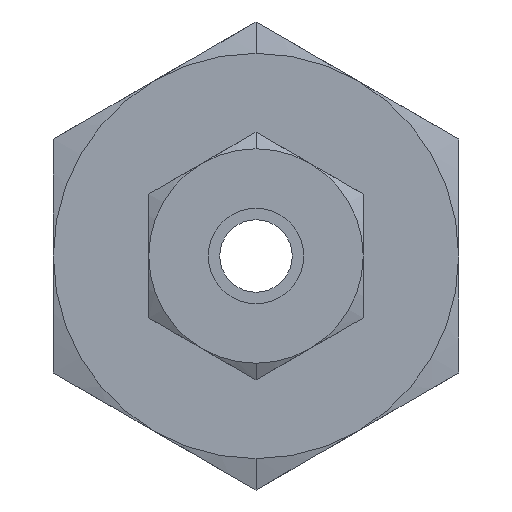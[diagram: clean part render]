
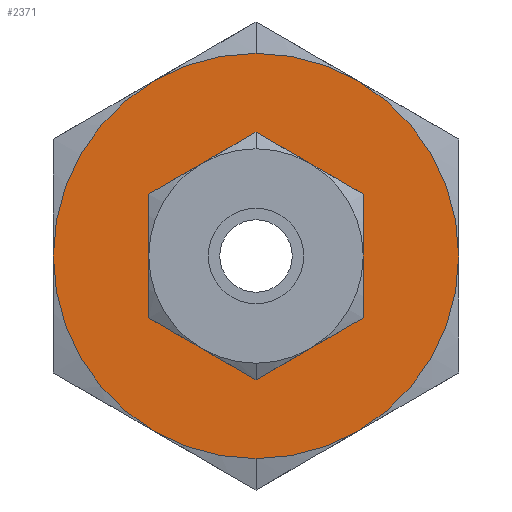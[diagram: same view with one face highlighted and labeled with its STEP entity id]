
A CAD part, left-side view. The second image highlights one B-rep face of the part: STEP entity #2371.
In plain terms, the highlighted planar face has unit normal (-1, 0, 0).
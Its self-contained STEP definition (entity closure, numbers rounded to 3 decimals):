
#8 = AXIS2_PLACEMENT_3D ( 'NONE', #535, #2006, #8461 ) ;
#156 = VERTEX_POINT ( 'NONE', #1713 ) ;
#327 = ORIENTED_EDGE ( 'NONE', *, *, #5087, .T. ) ;
#535 = CARTESIAN_POINT ( 'NONE',  ( 17.78, 0., 0. ) ) ;
#624 = CIRCLE ( 'NONE', #5761, 13.49 ) ;
#644 = ORIENTED_EDGE ( 'NONE', *, *, #7550, .T. ) ;
#817 = ORIENTED_EDGE ( 'NONE', *, *, #6018, .T. ) ;
#861 = VERTEX_POINT ( 'NONE', #2624 ) ;
#905 = VERTEX_POINT ( 'NONE', #6260 ) ;
#1101 = CARTESIAN_POINT ( 'NONE',  ( 17.78, 0., 0. ) ) ;
#1166 = CARTESIAN_POINT ( 'NONE',  ( 17.78, 0., 0. ) ) ;
#1214 = ORIENTED_EDGE ( 'NONE', *, *, #4549, .T. ) ;
#1235 = VERTEX_POINT ( 'NONE', #2792 ) ;
#1292 = DIRECTION ( 'NONE',  ( -1., 0., 0. ) ) ;
#1430 = VERTEX_POINT ( 'NONE', #6880 ) ;
#1713 = CARTESIAN_POINT ( 'NONE',  ( 17.78, 0., -13.49 ) ) ;
#1722 = AXIS2_PLACEMENT_3D ( 'NONE', #2300, #5221, #6092 ) ;
#1753 = AXIS2_PLACEMENT_3D ( 'NONE', #3255, #5323, #6143 ) ;
#1816 = CARTESIAN_POINT ( 'NONE',  ( 17.78, 0., 0. ) ) ;
#1834 = VERTEX_POINT ( 'NONE', #6571 ) ;
#2006 = DIRECTION ( 'NONE',  ( -1., 0., 0. ) ) ;
#2135 = AXIS2_PLACEMENT_3D ( 'NONE', #3793, #6690, #3086 ) ;
#2300 = CARTESIAN_POINT ( 'NONE',  ( 17.78, 0., 0. ) ) ;
#2367 = CARTESIAN_POINT ( 'NONE',  ( 17.78, -6.745, 11.683 ) ) ;
#2371 = ADVANCED_FACE ( 'NONE', ( #6165, #3316 ), #3273, .F. ) ;
#2491 = ORIENTED_EDGE ( 'NONE', *, *, #9120, .T. ) ;
#2565 = CARTESIAN_POINT ( 'NONE',  ( 17.78, 0., 0. ) ) ;
#2576 = DIRECTION ( 'NONE',  ( 0., -0.5, -0.866 ) ) ;
#2624 = CARTESIAN_POINT ( 'NONE',  ( 17.78, -13.49, 0. ) ) ;
#2792 = CARTESIAN_POINT ( 'NONE',  ( 17.78, 6.745, 11.683 ) ) ;
#2853 = AXIS2_PLACEMENT_3D ( 'NONE', #1816, #6271, #2576 ) ;
#2860 = DIRECTION ( 'NONE',  ( 0., 0.5, -0.866 ) ) ;
#2954 = EDGE_LOOP ( 'NONE', ( #327, #1214 ) ) ;
#3006 = DIRECTION ( 'NONE',  ( 1., 0., 0. ) ) ;
#3086 = DIRECTION ( 'NONE',  ( 0., 0.5, 0.866 ) ) ;
#3183 = CIRCLE ( 'NONE', #2135, 13.49 ) ;
#3255 = CARTESIAN_POINT ( 'NONE',  ( 17.78, 0., 0. ) ) ;
#3273 = PLANE ( 'NONE',  #4913 ) ;
#3292 = EDGE_CURVE ( 'NONE', #1834, #5542, #3696, .T. ) ;
#3316 = FACE_OUTER_BOUND ( 'NONE', #5154, .T. ) ;
#3334 = CIRCLE ( 'NONE', #8, 13.49 ) ;
#3447 = ORIENTED_EDGE ( 'NONE', *, *, #5120, .T. ) ;
#3545 = CARTESIAN_POINT ( 'NONE',  ( 17.78, 0., 0. ) ) ;
#3562 = DIRECTION ( 'NONE',  ( -1., 0., 0. ) ) ;
#3696 = CIRCLE ( 'NONE', #1753, 13.49 ) ;
#3778 = CIRCLE ( 'NONE', #6523, 4.801 ) ;
#3793 = CARTESIAN_POINT ( 'NONE',  ( 17.78, 0., 0. ) ) ;
#3985 = DIRECTION ( 'NONE',  ( 0., 0., -1. ) ) ;
#4169 = DIRECTION ( 'NONE',  ( 0., 0., -1. ) ) ;
#4549 = EDGE_CURVE ( 'NONE', #9358, #5520, #3778, .T. ) ;
#4553 = DIRECTION ( 'NONE',  ( 0., 0., 1. ) ) ;
#4756 = DIRECTION ( 'NONE',  ( -1., 0., 0. ) ) ;
#4882 = CARTESIAN_POINT ( 'NONE',  ( 17.78, 0., 0. ) ) ;
#4887 = AXIS2_PLACEMENT_3D ( 'NONE', #8565, #3562, #2860 ) ;
#4913 = AXIS2_PLACEMENT_3D ( 'NONE', #2565, #7648, #9034 ) ;
#5025 = EDGE_CURVE ( 'NONE', #1235, #1834, #3183, .T. ) ;
#5087 = EDGE_CURVE ( 'NONE', #5520, #9358, #7433, .T. ) ;
#5120 = EDGE_CURVE ( 'NONE', #1430, #1235, #3334, .T. ) ;
#5154 = EDGE_LOOP ( 'NONE', ( #817, #3447, #8680, #5778, #6813, #2491, #6934, #644 ) ) ;
#5221 = DIRECTION ( 'NONE',  ( -1., 0., 0. ) ) ;
#5323 = DIRECTION ( 'NONE',  ( -1., 0., 0. ) ) ;
#5479 = VERTEX_POINT ( 'NONE', #2367 ) ;
#5520 = VERTEX_POINT ( 'NONE', #6255 ) ;
#5542 = VERTEX_POINT ( 'NONE', #5582 ) ;
#5582 = CARTESIAN_POINT ( 'NONE',  ( 17.78, 6.745, -11.683 ) ) ;
#5761 = AXIS2_PLACEMENT_3D ( 'NONE', #4882, #1292, #4169 ) ;
#5778 = ORIENTED_EDGE ( 'NONE', *, *, #3292, .T. ) ;
#5799 = CIRCLE ( 'NONE', #1722, 13.49 ) ;
#6016 = CIRCLE ( 'NONE', #2853, 13.49 ) ;
#6018 = EDGE_CURVE ( 'NONE', #5479, #1430, #5799, .T. ) ;
#6092 = DIRECTION ( 'NONE',  ( 0., -0.5, 0.866 ) ) ;
#6143 = DIRECTION ( 'NONE',  ( 0., 1., 0. ) ) ;
#6144 = EDGE_CURVE ( 'NONE', #5542, #156, #6711, .T. ) ;
#6165 = FACE_BOUND ( 'NONE', #2954, .T. ) ;
#6255 = CARTESIAN_POINT ( 'NONE',  ( 17.78, 0., -4.801 ) ) ;
#6260 = CARTESIAN_POINT ( 'NONE',  ( 17.78, -6.745, -11.683 ) ) ;
#6271 = DIRECTION ( 'NONE',  ( -1., 0., 0. ) ) ;
#6523 = AXIS2_PLACEMENT_3D ( 'NONE', #3545, #3006, #4553 ) ;
#6571 = CARTESIAN_POINT ( 'NONE',  ( 17.78, 13.49, 0. ) ) ;
#6690 = DIRECTION ( 'NONE',  ( -1., 0., 0. ) ) ;
#6711 = CIRCLE ( 'NONE', #4887, 13.49 ) ;
#6813 = ORIENTED_EDGE ( 'NONE', *, *, #6144, .T. ) ;
#6860 = DIRECTION ( 'NONE',  ( 0., -1., 0. ) ) ;
#6880 = CARTESIAN_POINT ( 'NONE',  ( 17.78, 0., 13.49 ) ) ;
#6934 = ORIENTED_EDGE ( 'NONE', *, *, #7341, .T. ) ;
#7233 = CIRCLE ( 'NONE', #8454, 13.49 ) ;
#7341 = EDGE_CURVE ( 'NONE', #905, #861, #6016, .T. ) ;
#7433 = CIRCLE ( 'NONE', #8665, 4.801 ) ;
#7550 = EDGE_CURVE ( 'NONE', #861, #5479, #7233, .T. ) ;
#7648 = DIRECTION ( 'NONE',  ( 1., 0., 0. ) ) ;
#7742 = CARTESIAN_POINT ( 'NONE',  ( 17.78, 0., 4.801 ) ) ;
#8175 = DIRECTION ( 'NONE',  ( 1., 0., 0. ) ) ;
#8454 = AXIS2_PLACEMENT_3D ( 'NONE', #1166, #4756, #6860 ) ;
#8461 = DIRECTION ( 'NONE',  ( 0., 0., 1. ) ) ;
#8565 = CARTESIAN_POINT ( 'NONE',  ( 17.78, 0., 0. ) ) ;
#8665 = AXIS2_PLACEMENT_3D ( 'NONE', #1101, #8175, #3985 ) ;
#8680 = ORIENTED_EDGE ( 'NONE', *, *, #5025, .T. ) ;
#9034 = DIRECTION ( 'NONE',  ( 0., 1., 0. ) ) ;
#9120 = EDGE_CURVE ( 'NONE', #156, #905, #624, .T. ) ;
#9358 = VERTEX_POINT ( 'NONE', #7742 ) ;
